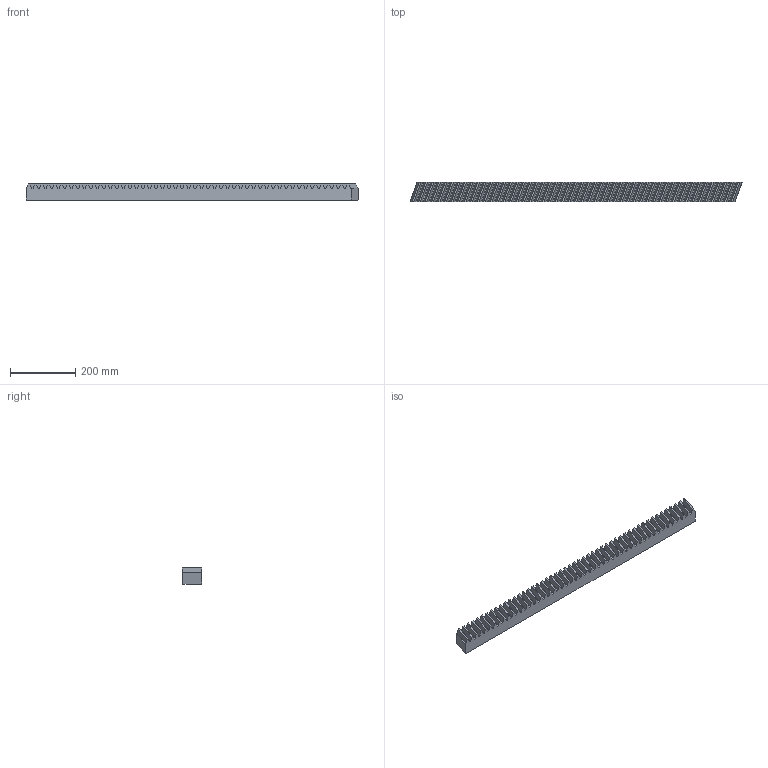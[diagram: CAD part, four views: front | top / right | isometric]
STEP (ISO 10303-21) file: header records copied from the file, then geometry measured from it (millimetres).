
FILE_DESCRIPTION(('STEP AP214'),'1');
FILE_NAME('145-060-110.stp','2017-10-10T14:08:43',('TraceParts'),('TraceParts S.A.'),'Spatial InterOp 3D',' ',' ');
FILE_SCHEMA(('automotive_design'));
Length unit declared in the file: millimetre
Products named in the file (1): 145-060-110
Bounding box: 1020.33 x 60 x 49.7 mm (x, y, z)
Volume: 2596390.2 mm3; surface area: 270111.3 mm2
Topology: 1 solids, 1 shells, 207 faces, 615 edges, 410 vertices
Faces by surface type: plane 207
Entity records: 8470 total; most frequent: CARTESIAN_POINT 1233, ORIENTED_EDGE 1230, DIRECTION 1031, EDGE_CURVE 615, LINE 615, VECTOR 615, VERTEX_POINT 410, STYLED_ITEM 208
